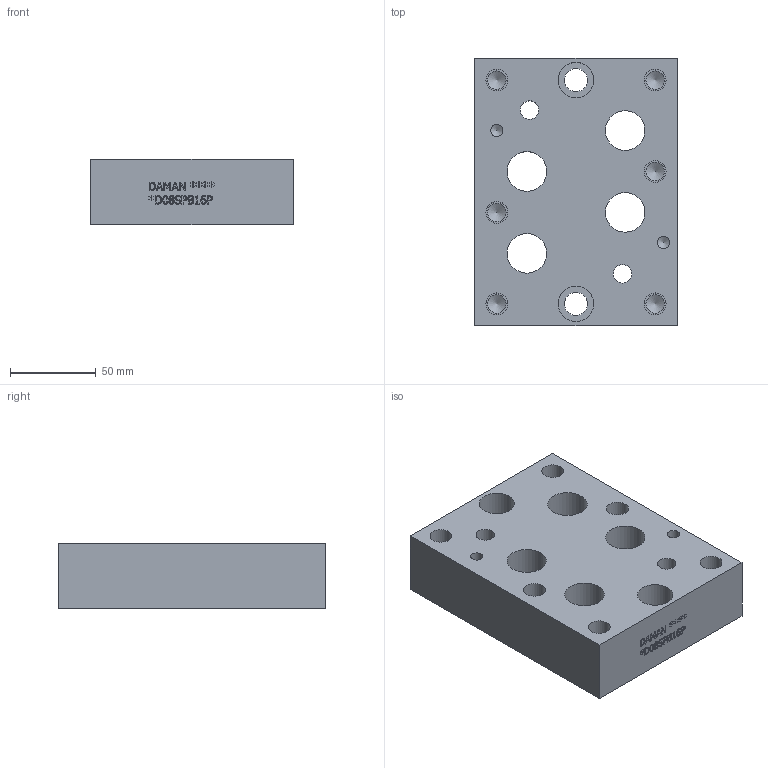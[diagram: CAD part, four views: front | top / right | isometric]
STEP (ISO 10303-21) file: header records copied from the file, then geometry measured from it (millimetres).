
FILE_DESCRIPTION(/* description */ (''),/* implementation_level */ '2;1');
FILE_NAME(/* name */ '_D08SPB16P.stp',/* time_stamp */ '2022-11-15T15:25:57-05:00',/* author */ ('bobbyh'),/* organization */ (''),/* preprocessor_version */ 'ST-DEVELOPER v18',/* originating_system */ 'Autodesk Inventor 2020',/* authorisation */ '');
FILE_SCHEMA (('AUTOMOTIVE_DESIGN { 1 0 10303 214 3 1 1 }'));
Length unit declared in the file: millimetre
Products named in the file (1): Part_AD08SPB16P_3D
Bounding box: 117.47 x 155.57 x 38.1 mm (x, y, z)
Volume: 544697.4 mm3; surface area: 81415.1 mm2
Topology: 1 solids, 1 shells, 491 faces, 1334 edges, 900 vertices
Faces by surface type: plane 310, bspline 135, cylinder 34, cone 12
Full cylindrical faces by diameter (mm): 7.137 x2, 10.719 x8, 12.7 x6, 13.487 x2, 13.868 x2, 20.625 x2, 23.012 x2, 23.017 x2, 28.575 x4, 33.706 x4
Entity records: 16555 total; most frequent: CARTESIAN_POINT 4473, ORIENTED_EDGE 2652, DIRECTION 1886, EDGE_CURVE 1326, LINE 940, VECTOR 940, VERTEX_POINT 900, EDGE_LOOP 570
